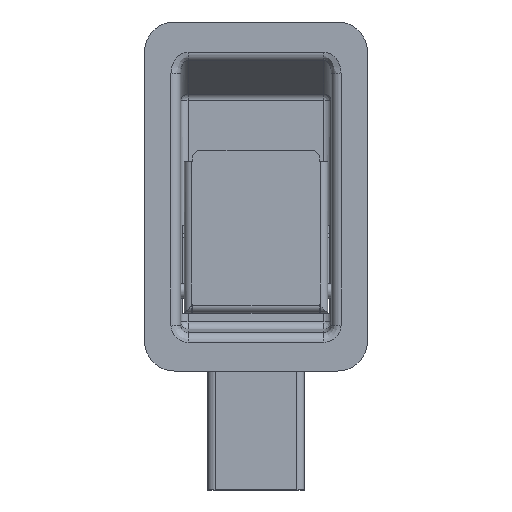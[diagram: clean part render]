
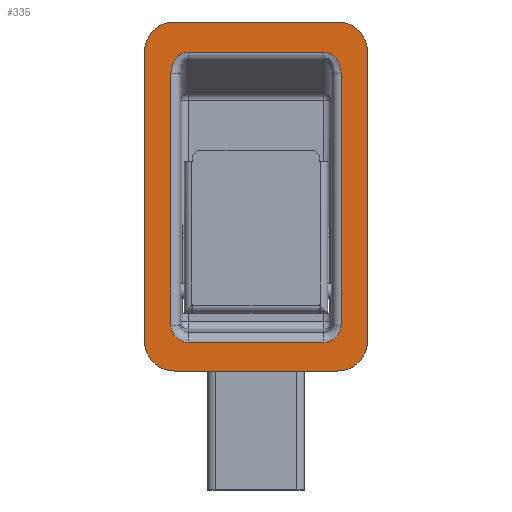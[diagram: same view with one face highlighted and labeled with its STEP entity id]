
A CAD part, top view. The second image highlights one B-rep face of the part: STEP entity #335.
In plain terms, the highlighted planar face has unit normal (0, 0, 1).
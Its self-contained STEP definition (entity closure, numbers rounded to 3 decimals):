
#43=FACE_BOUND('',#1201,.T.);
#335=ADVANCED_FACE('',(#753,#43),#7190,.T.);
#753=FACE_OUTER_BOUND('',#1200,.T.);
#1200=EDGE_LOOP('',(#2965,#2966,#2967,#2968,#2969,#2970,#2971,#2972));
#1201=EDGE_LOOP('',(#2973,#2974,#2975,#2976,#2977,#2978,#2979,#2980));
#2965=ORIENTED_EDGE('',*,*,#4589,.T.);
#2966=ORIENTED_EDGE('',*,*,#4507,.T.);
#2967=ORIENTED_EDGE('',*,*,#4587,.T.);
#2968=ORIENTED_EDGE('',*,*,#4497,.T.);
#2969=ORIENTED_EDGE('',*,*,#4593,.T.);
#2970=ORIENTED_EDGE('',*,*,#4501,.T.);
#2971=ORIENTED_EDGE('',*,*,#4591,.T.);
#2972=ORIENTED_EDGE('',*,*,#4504,.T.);
#2973=ORIENTED_EDGE('',*,*,#4509,.T.);
#2974=ORIENTED_EDGE('',*,*,#4510,.T.);
#2975=ORIENTED_EDGE('',*,*,#4511,.T.);
#2976=ORIENTED_EDGE('',*,*,#4512,.T.);
#2977=ORIENTED_EDGE('',*,*,#4513,.T.);
#2978=ORIENTED_EDGE('',*,*,#4514,.T.);
#2979=ORIENTED_EDGE('',*,*,#4515,.T.);
#2980=ORIENTED_EDGE('',*,*,#4516,.T.);
#4497=EDGE_CURVE('',#6854,#6855,#6096,.T.);
#4501=EDGE_CURVE('',#6857,#6856,#6100,.T.);
#4504=EDGE_CURVE('',#6859,#6858,#6103,.T.);
#4507=EDGE_CURVE('',#6861,#6860,#6106,.T.);
#4509=EDGE_CURVE('',#6862,#6863,#6108,.T.);
#4510=EDGE_CURVE('',#6863,#6864,#4803,.T.);
#4511=EDGE_CURVE('',#6864,#6865,#6109,.T.);
#4512=EDGE_CURVE('',#6865,#6866,#4804,.T.);
#4513=EDGE_CURVE('',#6866,#6867,#6110,.T.);
#4514=EDGE_CURVE('',#6867,#6868,#4805,.T.);
#4515=EDGE_CURVE('',#6868,#6869,#6111,.T.);
#4516=EDGE_CURVE('',#6869,#6862,#4806,.T.);
#4587=EDGE_CURVE('',#6860,#6854,#5063,.T.);
#4589=EDGE_CURVE('',#6858,#6861,#5065,.T.);
#4591=EDGE_CURVE('',#6856,#6859,#5067,.T.);
#4593=EDGE_CURVE('',#6855,#6857,#5069,.T.);
#4803=(
BOUNDED_CURVE()
B_SPLINE_CURVE(3,(#14577,#14578,#14579,#14580),.UNSPECIFIED.,.F.,.F.)
B_SPLINE_CURVE_WITH_KNOTS((4,4),(0.,4.05),.UNSPECIFIED.)
CURVE()
GEOMETRIC_REPRESENTATION_ITEM()
RATIONAL_B_SPLINE_CURVE((1.,0.805,0.805,1.))
REPRESENTATION_ITEM('')
);
#4804=(
BOUNDED_CURVE()
B_SPLINE_CURVE(3,(#14583,#14584,#14585,#14586),.UNSPECIFIED.,.F.,.F.)
B_SPLINE_CURVE_WITH_KNOTS((4,4),(0.,4.495),.UNSPECIFIED.)
CURVE()
GEOMETRIC_REPRESENTATION_ITEM()
RATIONAL_B_SPLINE_CURVE((1.,0.805,0.805,1.))
REPRESENTATION_ITEM('')
);
#4805=(
BOUNDED_CURVE()
B_SPLINE_CURVE(3,(#14589,#14590,#14591,#14592),.UNSPECIFIED.,.F.,.F.)
B_SPLINE_CURVE_WITH_KNOTS((4,4),(0.,4.495),.UNSPECIFIED.)
CURVE()
GEOMETRIC_REPRESENTATION_ITEM()
RATIONAL_B_SPLINE_CURVE((1.,0.805,0.805,1.))
REPRESENTATION_ITEM('')
);
#4806=(
BOUNDED_CURVE()
B_SPLINE_CURVE(3,(#14595,#14596,#14597,#14598),.UNSPECIFIED.,.F.,.F.)
B_SPLINE_CURVE_WITH_KNOTS((4,4),(0.,4.05),.UNSPECIFIED.)
CURVE()
GEOMETRIC_REPRESENTATION_ITEM()
RATIONAL_B_SPLINE_CURVE((1.,0.805,0.805,1.))
REPRESENTATION_ITEM('')
);
#5063=TRIMMED_CURVE($,#5392,(#14882),(#14883),.T.,.CARTESIAN.);
#5065=TRIMMED_CURVE($,#5394,(#14888),(#14889),.T.,.CARTESIAN.);
#5067=TRIMMED_CURVE($,#5396,(#14894),(#14895),.T.,.CARTESIAN.);
#5069=TRIMMED_CURVE($,#5398,(#14900),(#14901),.T.,.CARTESIAN.);
#5392=CIRCLE('',#8105,4.);
#5394=CIRCLE('',#8107,4.);
#5396=CIRCLE('',#8109,4.);
#5398=CIRCLE('',#8111,4.);
#6096=B_SPLINE_CURVE_WITH_KNOTS('',1,(#14551,#14552),.UNSPECIFIED.,.F.,
 .F.,(2,2),(-39.,0.),.UNSPECIFIED.);
#6100=B_SPLINE_CURVE_WITH_KNOTS('',1,(#14559,#14560),.UNSPECIFIED.,.F.,
 .F.,(2,2),(-22.,0.),.UNSPECIFIED.);
#6103=B_SPLINE_CURVE_WITH_KNOTS('',1,(#14565,#14566),.UNSPECIFIED.,.F.,
 .F.,(2,2),(-39.,0.),.UNSPECIFIED.);
#6106=B_SPLINE_CURVE_WITH_KNOTS('',1,(#14571,#14572),.UNSPECIFIED.,.F.,
 .F.,(2,2),(-22.,0.),.UNSPECIFIED.);
#6108=B_SPLINE_CURVE_WITH_KNOTS('',1,(#14575,#14576),.UNSPECIFIED.,.F.,
 .F.,(2,2),(0.,18.3),.UNSPECIFIED.);
#6109=B_SPLINE_CURVE_WITH_KNOTS('',1,(#14581,#14582),.UNSPECIFIED.,.F.,
 .F.,(2,2),(0.,33.915),.UNSPECIFIED.);
#6110=B_SPLINE_CURVE_WITH_KNOTS('',1,(#14587,#14588),.UNSPECIFIED.,.F.,
 .F.,(2,2),(0.,18.3),.UNSPECIFIED.);
#6111=B_SPLINE_CURVE_WITH_KNOTS('',1,(#14593,#14594),.UNSPECIFIED.,.F.,
 .F.,(2,2),(0.,33.915),.UNSPECIFIED.);
#6854=VERTEX_POINT('',#12030);
#6855=VERTEX_POINT('',#12031);
#6856=VERTEX_POINT('',#12032);
#6857=VERTEX_POINT('',#12033);
#6858=VERTEX_POINT('',#12034);
#6859=VERTEX_POINT('',#12035);
#6860=VERTEX_POINT('',#12036);
#6861=VERTEX_POINT('',#12037);
#6862=VERTEX_POINT('',#12038);
#6863=VERTEX_POINT('',#12039);
#6864=VERTEX_POINT('',#12040);
#6865=VERTEX_POINT('',#12041);
#6866=VERTEX_POINT('',#12042);
#6867=VERTEX_POINT('',#12043);
#6868=VERTEX_POINT('',#12044);
#6869=VERTEX_POINT('',#12045);
#7190=PLANE('',#7735);
#7735=AXIS2_PLACEMENT_3D('',#10669,#8442,$);
#8105=AXIS2_PLACEMENT_3D($,#14881,#9068,#9069);
#8107=AXIS2_PLACEMENT_3D($,#14887,#9072,#9073);
#8109=AXIS2_PLACEMENT_3D($,#14893,#9076,#9077);
#8111=AXIS2_PLACEMENT_3D($,#14899,#9080,#9081);
#8442=DIRECTION('',(0.,0.,1.));
#9068=DIRECTION('',(0.,0.,1.));
#9069=DIRECTION('',(0.,1.,0.));
#9072=DIRECTION('',(0.,0.,1.));
#9073=DIRECTION('',(1.,0.,0.));
#9076=DIRECTION('',(0.,0.,1.));
#9077=DIRECTION('',(0.,-1.,0.));
#9080=DIRECTION('',(0.,0.,1.));
#9081=DIRECTION('',(-1.,0.,0.));
#10669=CARTESIAN_POINT('',(10.66,25.343,12.466));
#12030=CARTESIAN_POINT('',(-22.95,16.034,12.466));
#12031=CARTESIAN_POINT('',(-22.95,-22.966,12.466));
#12032=CARTESIAN_POINT('',(3.05,-26.966,12.466));
#12033=CARTESIAN_POINT('',(-18.95,-26.966,12.466));
#12034=CARTESIAN_POINT('',(7.05,16.034,12.466));
#12035=CARTESIAN_POINT('',(7.05,-22.966,12.466));
#12036=CARTESIAN_POINT('',(-18.95,20.034,12.466));
#12037=CARTESIAN_POINT('',(3.05,20.034,12.466));
#12038=CARTESIAN_POINT('',(1.2,-23.091,12.466));
#12039=CARTESIAN_POINT('',(-17.1,-23.091,12.466));
#12040=CARTESIAN_POINT('',(-19.4,-20.783,12.466));
#12041=CARTESIAN_POINT('',(-19.4,13.132,12.466));
#12042=CARTESIAN_POINT('',(-17.1,15.94,12.466));
#12043=CARTESIAN_POINT('',(1.2,15.94,12.466));
#12044=CARTESIAN_POINT('',(3.5,13.132,12.466));
#12045=CARTESIAN_POINT('',(3.5,-20.783,12.466));
#14551=CARTESIAN_POINT('',(-22.95,16.034,12.466));
#14552=CARTESIAN_POINT('',(-22.95,-22.966,12.466));
#14559=CARTESIAN_POINT('',(-18.95,-26.966,12.466));
#14560=CARTESIAN_POINT('',(3.05,-26.966,12.466));
#14565=CARTESIAN_POINT('',(7.05,-22.966,12.466));
#14566=CARTESIAN_POINT('',(7.05,16.034,12.466));
#14571=CARTESIAN_POINT('',(3.05,20.034,12.466));
#14572=CARTESIAN_POINT('',(-18.95,20.034,12.466));
#14575=CARTESIAN_POINT('',(1.2,-23.091,12.466));
#14576=CARTESIAN_POINT('',(-17.1,-23.091,12.466));
#14577=CARTESIAN_POINT('',(-17.1,-23.091,12.466));
#14578=CARTESIAN_POINT('',(-18.447,-23.091,12.466));
#14579=CARTESIAN_POINT('',(-19.4,-22.135,12.466));
#14580=CARTESIAN_POINT('',(-19.4,-20.783,12.466));
#14581=CARTESIAN_POINT('',(-19.4,-20.783,12.466));
#14582=CARTESIAN_POINT('',(-19.4,13.132,12.466));
#14583=CARTESIAN_POINT('',(-19.4,13.132,12.466));
#14584=CARTESIAN_POINT('',(-19.4,14.777,12.466));
#14585=CARTESIAN_POINT('',(-18.447,15.94,12.466));
#14586=CARTESIAN_POINT('',(-17.1,15.94,12.466));
#14587=CARTESIAN_POINT('',(-17.1,15.94,12.466));
#14588=CARTESIAN_POINT('',(1.2,15.94,12.466));
#14589=CARTESIAN_POINT('',(1.2,15.94,12.466));
#14590=CARTESIAN_POINT('',(2.547,15.94,12.466));
#14591=CARTESIAN_POINT('',(3.5,14.777,12.466));
#14592=CARTESIAN_POINT('',(3.5,13.132,12.466));
#14593=CARTESIAN_POINT('',(3.5,13.132,12.466));
#14594=CARTESIAN_POINT('',(3.5,-20.783,12.466));
#14595=CARTESIAN_POINT('',(3.5,-20.783,12.466));
#14596=CARTESIAN_POINT('',(3.5,-22.135,12.466));
#14597=CARTESIAN_POINT('',(2.547,-23.091,12.466));
#14598=CARTESIAN_POINT('',(1.2,-23.091,12.466));
#14881=CARTESIAN_POINT('',(-18.95,16.034,12.466));
#14882=CARTESIAN_POINT('',(-18.95,20.034,12.466));
#14883=CARTESIAN_POINT('',(-22.95,16.034,12.466));
#14887=CARTESIAN_POINT('',(3.05,16.034,12.466));
#14888=CARTESIAN_POINT('',(7.05,16.034,12.466));
#14889=CARTESIAN_POINT('',(3.05,20.034,12.466));
#14893=CARTESIAN_POINT('',(3.05,-22.966,12.466));
#14894=CARTESIAN_POINT('',(3.05,-26.966,12.466));
#14895=CARTESIAN_POINT('',(7.05,-22.966,12.466));
#14899=CARTESIAN_POINT('',(-18.95,-22.966,12.466));
#14900=CARTESIAN_POINT('',(-22.95,-22.966,12.466));
#14901=CARTESIAN_POINT('',(-18.95,-26.966,12.466));
